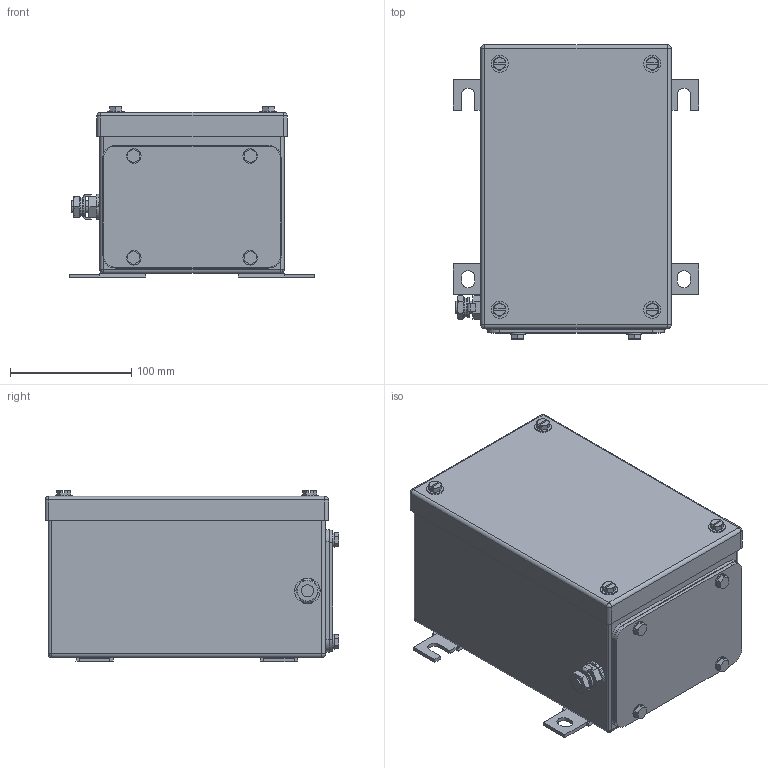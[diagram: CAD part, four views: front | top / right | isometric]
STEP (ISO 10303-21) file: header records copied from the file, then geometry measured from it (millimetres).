
FILE_DESCRIPTION(('CATIA V5 STEP Exchange','CAx-IF Rec.Pracs.--- Model Styling and Organization---1.4--- 2014-01-23'),'2;1');
FILE_NAME ('008605-4_3_1195660000_1195660000.stp','2019-09-24T08:30:47+00:00',('none'),('Weidmueller'),'CATIA Version 5-6 Release 2016 SP3 HF44','CATIA V5 STEP AP214','none');
FILE_SCHEMA(('AUTOMOTIVE_DESIGN { 1 0 10303 214 1 1 1 1 }'));
Length unit declared in the file: millimetre
Products named in the file (1): 1195660000
Bounding box: 203 x 242.5 x 141.5 mm (x, y, z)
Volume: 380940.3 mm3; surface area: 452470.1 mm2
Topology: 45 solids, 45 shells, 970 faces, 2240 edges, 1376 vertices
Faces by surface type: plane 358, cylinder 358, cone 208, torus 30, sphere 16
Entity records: 25709 total; most frequent: CARTESIAN_POINT 5410, ORIENTED_EDGE 4400, DIRECTION 3393, EDGE_CURVE 2200, AXIS2_PLACEMENT_3D 1612, VERTEX_POINT 1376, EDGE_LOOP 1096, VECTOR 1094
